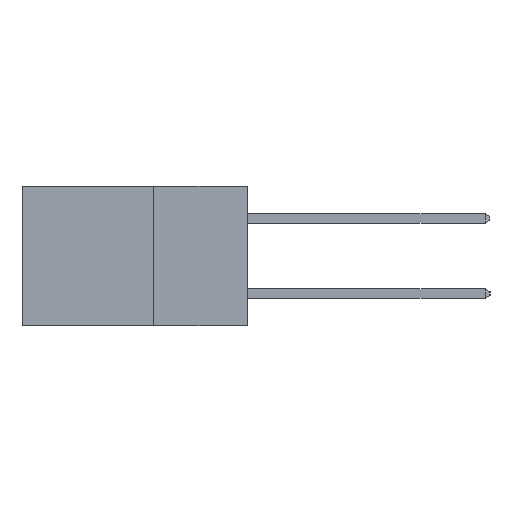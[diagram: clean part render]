
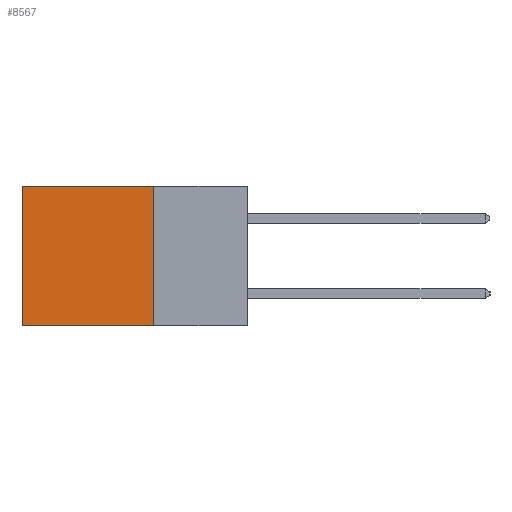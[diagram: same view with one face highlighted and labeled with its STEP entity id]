
A CAD part, left-side view. The second image highlights one B-rep face of the part: STEP entity #8567.
In plain terms, the highlighted planar face has unit normal (-1, 0, 0).
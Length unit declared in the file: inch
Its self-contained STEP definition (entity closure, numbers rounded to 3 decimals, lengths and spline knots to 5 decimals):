
#174 = EDGE_CURVE ( 'NONE', #918, #6741, #13937, .T. ) ;
#918 = VERTEX_POINT ( 'NONE', #3757 ) ;
#1198 = EDGE_CURVE ( 'NONE', #14420, #16306, #8982, .T. ) ;
#2619 = VECTOR ( 'NONE', #13266, 39.37008 ) ;
#3333 = ORIENTED_EDGE ( 'NONE', *, *, #16391, .T. ) ;
#3740 = VECTOR ( 'NONE', #7799, 39.37008 ) ;
#3757 = CARTESIAN_POINT ( 'NONE',  ( 0.2615, 0.6, 0. ) ) ;
#4626 = CARTESIAN_POINT ( 'NONE',  ( 0.2615, 0.25, 0. ) ) ;
#5161 = VECTOR ( 'NONE', #7864, 39.37008 ) ;
#5783 = CARTESIAN_POINT ( 'NONE',  ( 0.2615, 0.6, -0.37 ) ) ;
#5857 = VECTOR ( 'NONE', #12173, 39.37008 ) ;
#6741 = VERTEX_POINT ( 'NONE', #17777 ) ;
#7799 = DIRECTION ( 'NONE',  ( 0., 1., 0. ) ) ;
#7864 = DIRECTION ( 'NONE',  ( 0., 0., -1. ) ) ;
#8093 = LINE ( 'NONE', #13503, #3740 ) ;
#8451 = CARTESIAN_POINT ( 'NONE',  ( 0.2615, 0.25, 0. ) ) ;
#8564 = ORIENTED_EDGE ( 'NONE', *, *, #174, .T. ) ;
#8567 = ADVANCED_FACE ( 'NONE', ( #8719 ), #16232, .F. ) ;
#8719 = FACE_OUTER_BOUND ( 'NONE', #15765, .T. ) ;
#8982 = LINE ( 'NONE', #11328, #5161 ) ;
#10376 = AXIS2_PLACEMENT_3D ( 'NONE', #15624, #15604, #15590 ) ;
#10473 = ORIENTED_EDGE ( 'NONE', *, *, #1198, .F. ) ;
#11328 = CARTESIAN_POINT ( 'NONE',  ( 0.2615, 0.25, -0.37 ) ) ;
#12173 = DIRECTION ( 'NONE',  ( 0., 0., -1. ) ) ;
#13266 = DIRECTION ( 'NONE',  ( 0., 1., 0. ) ) ;
#13457 = ORIENTED_EDGE ( 'NONE', *, *, #16498, .F. ) ;
#13503 = CARTESIAN_POINT ( 'NONE',  ( 0.2615, 0.25, -0.37 ) ) ;
#13937 = LINE ( 'NONE', #5783, #5857 ) ;
#14161 = LINE ( 'NONE', #4626, #2619 ) ;
#14420 = VERTEX_POINT ( 'NONE', #8451 ) ;
#15590 = DIRECTION ( 'NONE',  ( 0., 0., -1. ) ) ;
#15604 = DIRECTION ( 'NONE',  ( 1., 0., 0. ) ) ;
#15624 = CARTESIAN_POINT ( 'NONE',  ( 0.2615, 0.25, -0.37 ) ) ;
#15765 = EDGE_LOOP ( 'NONE', ( #8564, #13457, #10473, #3333 ) ) ;
#16232 = PLANE ( 'NONE',  #10376 ) ;
#16306 = VERTEX_POINT ( 'NONE', #17352 ) ;
#16391 = EDGE_CURVE ( 'NONE', #14420, #918, #14161, .T. ) ;
#16498 = EDGE_CURVE ( 'NONE', #16306, #6741, #8093, .T. ) ;
#17352 = CARTESIAN_POINT ( 'NONE',  ( 0.2615, 0.25, -0.37 ) ) ;
#17777 = CARTESIAN_POINT ( 'NONE',  ( 0.2615, 0.6, -0.37 ) ) ;
